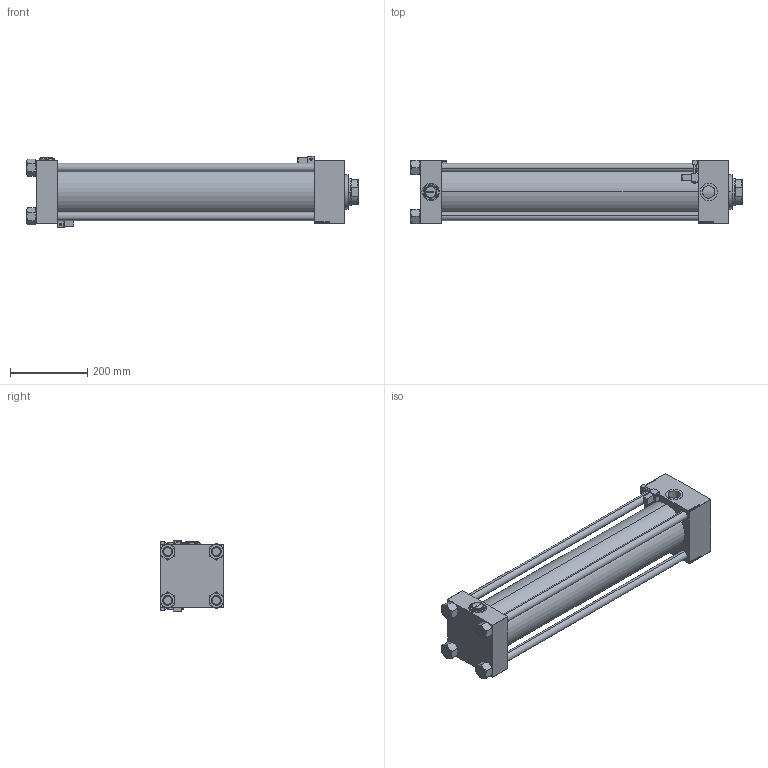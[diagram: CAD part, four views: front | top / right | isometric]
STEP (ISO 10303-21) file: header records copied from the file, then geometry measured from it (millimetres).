
FILE_DESCRIPTION (( 'STEP AP203' ), '1' );
FILE_NAME ('8324.STEP', '2023-10-31T10:11:25', ( '' ), ( '' ), 'SwSTEP 2.0', 'SolidWorks 2019', '' );
FILE_SCHEMA (( 'CONFIG_CONTROL_DESIGN' ));
Length unit declared in the file: millimetre
Products named in the file (8): 8324; V215CR_C_TYCINKA 4ec277b12f4e141dbc27614224ad6b27; NUT_M5_C 4ec277b12f4e141dbc27614224ad6b27; V215CR_C_Body 4ec277b12f4e141dbc27614224ad6b27; V215_VC_A 4ec277b12f4e141dbc27614224ad6b27; Zatka_pro_OIL_PORT 4ec277b12f4e141dbc27614224ad6b27; V215CR_MSU 4ec277b12f4e141dbc27614224ad6b27; V215CR_VCP_C 4ec277b12f4e141dbc27614224ad6b27
Assembly tree (14 placements, depth 2):
  8324
    V215CR_C_Body 4ec277b12f4e141dbc27614224ad6b27
    V215CR_VCP_C 4ec277b12f4e141dbc27614224ad6b27
    NUT_M5_C 4ec277b12f4e141dbc27614224ad6b27  x4
    V215CR_C_TYCINKA 4ec277b12f4e141dbc27614224ad6b27  x4
    V215_VC_A 4ec277b12f4e141dbc27614224ad6b27
    V215CR_MSU 4ec277b12f4e141dbc27614224ad6b27  x2
    Zatka_pro_OIL_PORT 4ec277b12f4e141dbc27614224ad6b27
Bounding box: 858 x 165 x 183.5 mm (x, y, z)
Volume: 8455268.5 mm3; surface area: 1283988.4 mm2
Topology: 14 solids, 14 shells, 1404 faces, 3513 edges, 2241 vertices
Faces by surface type: plane 656, bspline 392, cone 158, cylinder 154, sphere 24, torus 20
Entity records: 54792 total; most frequent: CARTESIAN_POINT 28194, ORIENTED_EDGE 5908, DIRECTION 4002, EDGE_CURVE 2954, VERTEX_POINT 1923, LINE 1744, VECTOR 1744, EDGE_LOOP 1309
